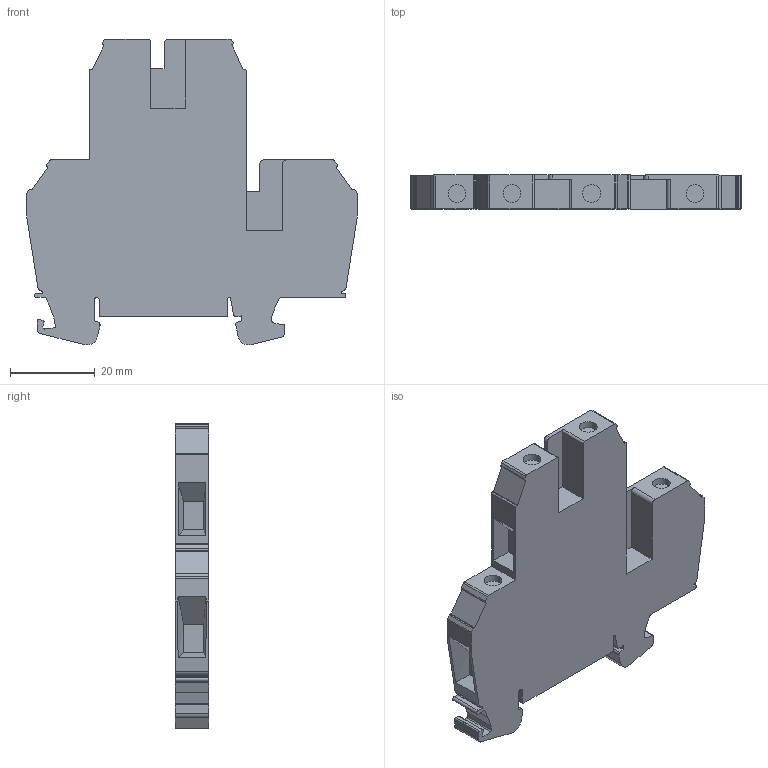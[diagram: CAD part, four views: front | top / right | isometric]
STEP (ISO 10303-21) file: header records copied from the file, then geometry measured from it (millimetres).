
FILE_DESCRIPTION (( 'STEP AP203' ), '1' );
FILE_NAME ('CDK6.STEP', '2018-07-24T05:10:34', ( 'admin' ), ( '' ), 'SwSTEP 2.0', 'SolidWorks 2016', '' );
FILE_SCHEMA (( 'CONFIG_CONTROL_DESIGN' ));
Length unit declared in the file: millimetre
Products named in the file (1): CDK6
Bounding box: 78 x 8 x 72.19 mm (x, y, z)
Volume: 27447 mm3; surface area: 11073.8 mm2
Topology: 1 solids, 1 shells, 159 faces, 453 edges, 302 vertices
Faces by surface type: plane 94, cylinder 61, bspline 4
Entity records: 5420 total; most frequent: CARTESIAN_POINT 1113, ORIENTED_EDGE 906, DIRECTION 871, EDGE_CURVE 453, VECTOR 315, LINE 315, VERTEX_POINT 302, AXIS2_PLACEMENT_3D 278
